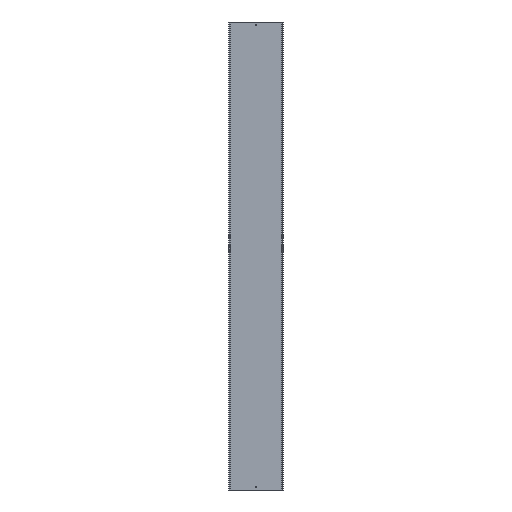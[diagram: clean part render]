
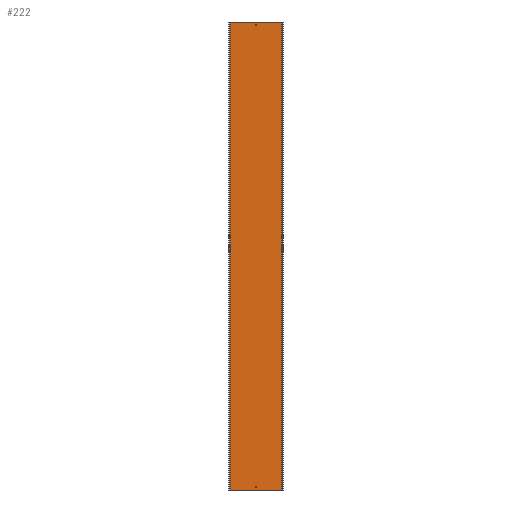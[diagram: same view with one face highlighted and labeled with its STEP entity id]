
A CAD part, front view. The second image highlights one B-rep face of the part: STEP entity #222.
In plain terms, the highlighted planar face has unit normal (0, -1, 0).
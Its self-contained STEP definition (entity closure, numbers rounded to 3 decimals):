
#41 = DIRECTION ( 'NONE',  ( 0., -1., 0. ) ) ;
#46 = EDGE_CURVE ( 'NONE', #98, #189, #176, .T. ) ;
#49 = CARTESIAN_POINT ( 'NONE',  ( 144., -1.5, 1250. ) ) ;
#52 = DIRECTION ( 'NONE',  ( -1., 0., 0. ) ) ;
#56 = CIRCLE ( 'NONE', #304, 2.75 ) ;
#69 = CARTESIAN_POINT ( 'NONE',  ( 144., -1.5, -1250. ) ) ;
#76 = EDGE_CURVE ( 'NONE', #386, #172, #359, .T. ) ;
#83 = CARTESIAN_POINT ( 'NONE',  ( -141.817, -1.5, -1250. ) ) ;
#92 = ORIENTED_EDGE ( 'NONE', *, *, #521, .F. ) ;
#98 = VERTEX_POINT ( 'NONE', #367 ) ;
#100 = LINE ( 'NONE', #350, #191 ) ;
#106 = DIRECTION ( 'NONE',  ( 1., 0., 0. ) ) ;
#108 = CIRCLE ( 'NONE', #405, 2.75 ) ;
#118 = CARTESIAN_POINT ( 'NONE',  ( -2.75, -1.5, 1236. ) ) ;
#135 = AXIS2_PLACEMENT_3D ( 'NONE', #575, #305, #493 ) ;
#172 = VERTEX_POINT ( 'NONE', #83 ) ;
#176 = CIRCLE ( 'NONE', #330, 2.75 ) ;
#188 = EDGE_CURVE ( 'NONE', #172, #248, #501, .T. ) ;
#189 = VERTEX_POINT ( 'NONE', #118 ) ;
#191 = VECTOR ( 'NONE', #106, 1000. ) ;
#192 = CARTESIAN_POINT ( 'NONE',  ( 141.817, -1.5, -1250. ) ) ;
#203 = VECTOR ( 'NONE', #455, 1000. ) ;
#222 = ADVANCED_FACE ( 'NONE', ( #600, #519, #482 ), #286, .F. ) ;
#224 = DIRECTION ( 'NONE',  ( -1., 0., 0. ) ) ;
#225 = EDGE_CURVE ( 'NONE', #338, #244, #56, .T. ) ;
#226 = CARTESIAN_POINT ( 'NONE',  ( -2.75, -1.5, -1236. ) ) ;
#236 = DIRECTION ( 'NONE',  ( 0., 1., 0. ) ) ;
#241 = CARTESIAN_POINT ( 'NONE',  ( 0., -1.5, -1236. ) ) ;
#244 = VERTEX_POINT ( 'NONE', #437 ) ;
#246 = LINE ( 'NONE', #299, #404 ) ;
#248 = VERTEX_POINT ( 'NONE', #192 ) ;
#274 = EDGE_LOOP ( 'NONE', ( #484, #92, #461, #308 ) ) ;
#286 = PLANE ( 'NONE',  #566 ) ;
#299 = CARTESIAN_POINT ( 'NONE',  ( 141.817, -1.5, 1250. ) ) ;
#304 = AXIS2_PLACEMENT_3D ( 'NONE', #241, #429, #224 ) ;
#305 = DIRECTION ( 'NONE',  ( 0., -1., 0. ) ) ;
#307 = CARTESIAN_POINT ( 'NONE',  ( 0., -1.5, 1236. ) ) ;
#308 = ORIENTED_EDGE ( 'NONE', *, *, #76, .T. ) ;
#330 = AXIS2_PLACEMENT_3D ( 'NONE', #307, #453, #402 ) ;
#332 = EDGE_LOOP ( 'NONE', ( #435, #549 ) ) ;
#338 = VERTEX_POINT ( 'NONE', #226 ) ;
#350 = CARTESIAN_POINT ( 'NONE',  ( 144., -1.5, 1250. ) ) ;
#359 = LINE ( 'NONE', #504, #496 ) ;
#367 = CARTESIAN_POINT ( 'NONE',  ( 2.75, -1.5, 1236. ) ) ;
#376 = EDGE_CURVE ( 'NONE', #244, #338, #108, .T. ) ;
#382 = DIRECTION ( 'NONE',  ( -1., 0., 0. ) ) ;
#385 = CARTESIAN_POINT ( 'NONE',  ( -141.817, -1.5, 1250. ) ) ;
#386 = VERTEX_POINT ( 'NONE', #385 ) ;
#402 = DIRECTION ( 'NONE',  ( -1., 0., 0. ) ) ;
#404 = VECTOR ( 'NONE', #490, 1000. ) ;
#405 = AXIS2_PLACEMENT_3D ( 'NONE', #613, #41, #382 ) ;
#417 = CARTESIAN_POINT ( 'NONE',  ( 141.817, -1.5, 1250. ) ) ;
#424 = VERTEX_POINT ( 'NONE', #417 ) ;
#429 = DIRECTION ( 'NONE',  ( 0., -1., 0. ) ) ;
#435 = ORIENTED_EDGE ( 'NONE', *, *, #225, .F. ) ;
#437 = CARTESIAN_POINT ( 'NONE',  ( 2.75, -1.5, -1236. ) ) ;
#450 = CIRCLE ( 'NONE', #135, 2.75 ) ;
#453 = DIRECTION ( 'NONE',  ( 0., -1., 0. ) ) ;
#455 = DIRECTION ( 'NONE',  ( 1., 0., 0. ) ) ;
#461 = ORIENTED_EDGE ( 'NONE', *, *, #513, .F. ) ;
#482 = FACE_OUTER_BOUND ( 'NONE', #274, .T. ) ;
#484 = ORIENTED_EDGE ( 'NONE', *, *, #188, .T. ) ;
#490 = DIRECTION ( 'NONE',  ( 0., 0., -1. ) ) ;
#493 = DIRECTION ( 'NONE',  ( -1., 0., 0. ) ) ;
#496 = VECTOR ( 'NONE', #538, 1000. ) ;
#497 = EDGE_LOOP ( 'NONE', ( #506, #595 ) ) ;
#501 = LINE ( 'NONE', #69, #203 ) ;
#504 = CARTESIAN_POINT ( 'NONE',  ( -141.817, -1.5, 1250. ) ) ;
#506 = ORIENTED_EDGE ( 'NONE', *, *, #511, .F. ) ;
#511 = EDGE_CURVE ( 'NONE', #189, #98, #450, .T. ) ;
#513 = EDGE_CURVE ( 'NONE', #386, #424, #100, .T. ) ;
#519 = FACE_BOUND ( 'NONE', #497, .T. ) ;
#521 = EDGE_CURVE ( 'NONE', #424, #248, #246, .T. ) ;
#538 = DIRECTION ( 'NONE',  ( 0., 0., -1. ) ) ;
#549 = ORIENTED_EDGE ( 'NONE', *, *, #376, .F. ) ;
#566 = AXIS2_PLACEMENT_3D ( 'NONE', #49, #236, #52 ) ;
#575 = CARTESIAN_POINT ( 'NONE',  ( 0., -1.5, 1236. ) ) ;
#595 = ORIENTED_EDGE ( 'NONE', *, *, #46, .F. ) ;
#600 = FACE_BOUND ( 'NONE', #332, .T. ) ;
#613 = CARTESIAN_POINT ( 'NONE',  ( 0., -1.5, -1236. ) ) ;
